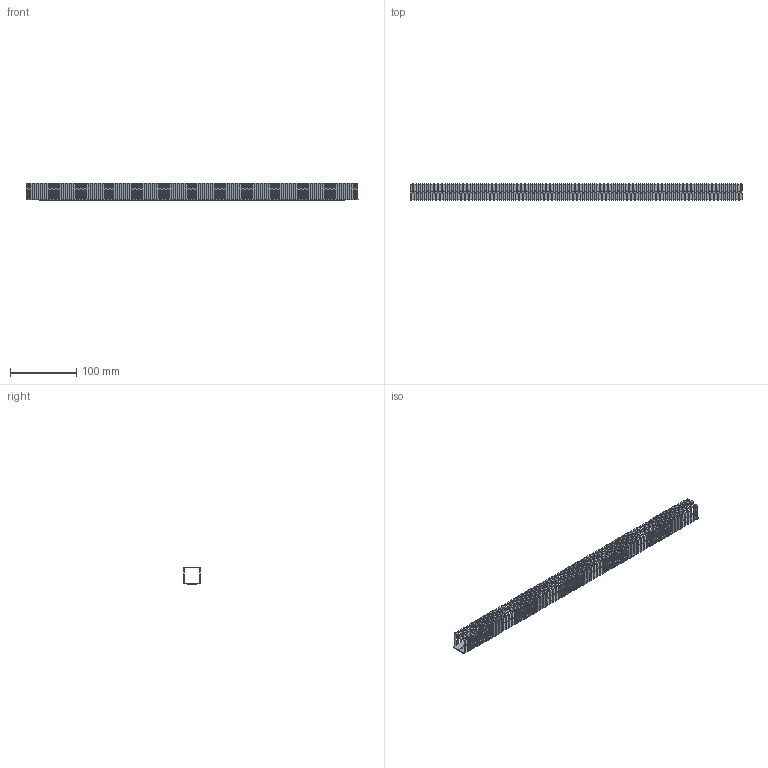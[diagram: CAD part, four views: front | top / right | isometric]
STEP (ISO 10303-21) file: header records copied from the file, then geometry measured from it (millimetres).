
FILE_DESCRIPTION(/* description */ (''),/* implementation_level */ '2;1');
FILE_NAME(/* name */ 'FL25X25.stp',/* time_stamp */ '2021-08-04T09:58:39-05:00',/* author */ (''),/* organization */ (''),/* preprocessor_version */ 'ST-DEVELOPER v16.7',/* originating_system */ 'SIEMENS PLM Software NX 1926',/* authorisation */ '');
FILE_SCHEMA (('AP203_CONFIGURATION_CONTROLLED_3D_DESIGN_OF_MECHANICAL_PARTS_AND_ASSEMBLIES_MIM_LF { 1 0 10303 403 2 1 2}'));
Length unit declared in the file: inch
Products named in the file (1): bdk39BC0BDBbiyo
Bounding box: 500 x 25 x 26.02 mm (x, y, z)
Volume: 35611.6 mm3; surface area: 67480.3 mm2
Topology: 1 solids, 1 shells, 2012 faces, 5490 edges, 3552 vertices
Faces by surface type: plane 1368, cylinder 644
Entity records: 63184 total; most frequent: CARTESIAN_POINT 11061, ORIENTED_EDGE 10980, DIRECTION 10802, EDGE_CURVE 5490, LINE 4200, VECTOR 4200, VERTEX_POINT 3552, AXIS2_PLACEMENT_3D 3301
